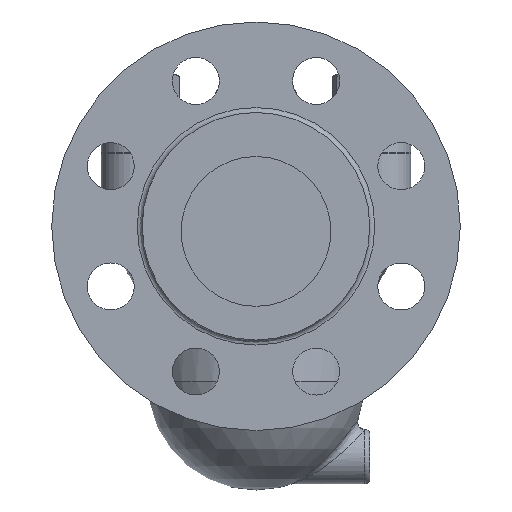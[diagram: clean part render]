
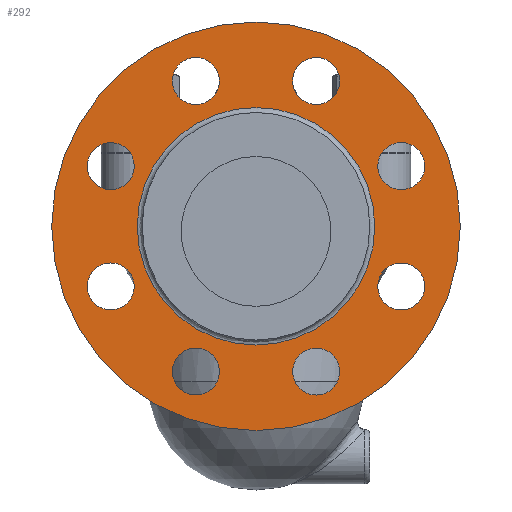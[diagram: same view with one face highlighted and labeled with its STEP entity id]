
A CAD part, left-side view. The second image highlights one B-rep face of the part: STEP entity #292.
In plain terms, the highlighted free-form (B-spline) face has degree [1, 1] with [2, 2] control points.
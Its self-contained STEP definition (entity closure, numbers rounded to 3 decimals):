
#121=CARTESIAN_POINT('',(-133.6,0.0,46.95));
#122=VERTEX_POINT('',#121);
#123=CARTESIAN_POINT('',(-133.6,0.0,-1.));
#124=DIRECTION('',(-1.0,0.0,0.0));
#125=DIRECTION('',(0.0,0.0,-1.0));
#126=AXIS2_PLACEMENT_3D('',#123,#124,#125);
#127=CIRCLE('',#126,47.95);
#128=EDGE_CURVE('',#122,#122,#127,.T.);
#185=CARTESIAN_POINT('',(-133.6,82.5,81.5));
#186=CARTESIAN_POINT('',(-133.6,82.5,-83.5));
#187=CARTESIAN_POINT('',(-133.6,-82.5,81.5));
#188=CARTESIAN_POINT('',(-133.6,-82.5,-83.5));
#189=B_SPLINE_SURFACE_WITH_KNOTS('',1,1,((#185,#187),(#186,#188)),.UNSPECIFIED.,.F.,.F.,.U.,(2,2),(2,2),(0.0,165.),(0.0,165.),.UNSPECIFIED.);
#190=CARTESIAN_POINT('',(-133.6,0.0,81.5));
#191=VERTEX_POINT('',#190);
#192=CARTESIAN_POINT('',(-133.6,0.0,-1.));
#193=DIRECTION('',(-1.0,0.0,0.0));
#194=DIRECTION('',(0.0,0.0,1.0));
#195=AXIS2_PLACEMENT_3D('',#192,#193,#194);
#196=CIRCLE('',#195,82.5);
#197=EDGE_CURVE('',#191,#191,#196,.T.);
#198=ORIENTED_EDGE('',*,*,#197,.T.);
#199=EDGE_LOOP('',(#198));
#200=FACE_OUTER_BOUND('',#199,.T.);
#201=CARTESIAN_POINT('',(-133.6,24.3,48.166));
#202=VERTEX_POINT('',#201);
#203=CARTESIAN_POINT('',(-133.6,24.3,57.666));
#204=DIRECTION('',(1.0,0.0,0.0));
#205=DIRECTION('',(0.0,0.0,-1.0));
#206=AXIS2_PLACEMENT_3D('',#203,#204,#205);
#207=CIRCLE('',#206,9.5);
#208=EDGE_CURVE('',#202,#202,#207,.T.);
#209=ORIENTED_EDGE('',*,*,#208,.T.);
#210=EDGE_LOOP('',(#209));
#211=FACE_BOUND('',#210,.T.);
#212=CARTESIAN_POINT('',(-133.6,51.949,16.583));
#213=VERTEX_POINT('',#212);
#214=CARTESIAN_POINT('',(-133.6,58.666,23.3));
#215=DIRECTION('',(1.,0.,0.));
#216=DIRECTION('',(0.,-0.707,-0.707));
#217=AXIS2_PLACEMENT_3D('',#214,#215,#216);
#218=CIRCLE('',#217,9.5);
#219=EDGE_CURVE('',#213,#213,#218,.T.);
#220=ORIENTED_EDGE('',*,*,#219,.T.);
#221=EDGE_LOOP('',(#220));
#222=FACE_BOUND('',#221,.T.);
#223=CARTESIAN_POINT('',(-133.6,49.166,-25.3));
#224=VERTEX_POINT('',#223);
#225=CARTESIAN_POINT('',(-133.6,58.666,-25.3));
#226=DIRECTION('',(1.0,0.0,0.0));
#227=DIRECTION('',(0.0,-1.0,0.0));
#228=AXIS2_PLACEMENT_3D('',#225,#226,#227);
#229=CIRCLE('',#228,9.5);
#230=EDGE_CURVE('',#224,#224,#229,.T.);
#231=ORIENTED_EDGE('',*,*,#230,.T.);
#232=EDGE_LOOP('',(#231));
#233=FACE_BOUND('',#232,.T.);
#234=CARTESIAN_POINT('',(-133.6,17.583,-52.949));
#235=VERTEX_POINT('',#234);
#236=CARTESIAN_POINT('',(-133.6,24.3,-59.666));
#237=DIRECTION('',(1.,0.,0.));
#238=DIRECTION('',(0.,-0.707,0.707));
#239=AXIS2_PLACEMENT_3D('',#236,#237,#238);
#240=CIRCLE('',#239,9.5);
#241=EDGE_CURVE('',#235,#235,#240,.T.);
#242=ORIENTED_EDGE('',*,*,#241,.T.);
#243=EDGE_LOOP('',(#242));
#244=FACE_BOUND('',#243,.T.);
#245=CARTESIAN_POINT('',(-133.6,-24.3,-50.166));
#246=VERTEX_POINT('',#245);
#247=CARTESIAN_POINT('',(-133.6,-24.3,-59.666));
#248=DIRECTION('',(1.0,0.0,0.0));
#249=DIRECTION('',(0.0,0.0,1.0));
#250=AXIS2_PLACEMENT_3D('',#247,#248,#249);
#251=CIRCLE('',#250,9.5);
#252=EDGE_CURVE('',#246,#246,#251,.T.);
#253=ORIENTED_EDGE('',*,*,#252,.T.);
#254=EDGE_LOOP('',(#253));
#255=FACE_BOUND('',#254,.T.);
#256=CARTESIAN_POINT('',(-133.6,-51.949,-18.583));
#257=VERTEX_POINT('',#256);
#258=CARTESIAN_POINT('',(-133.6,-58.666,-25.3));
#259=DIRECTION('',(1.0,0.,0.));
#260=DIRECTION('',(0.,0.707,0.707));
#261=AXIS2_PLACEMENT_3D('',#258,#259,#260);
#262=CIRCLE('',#261,9.5);
#263=EDGE_CURVE('',#257,#257,#262,.T.);
#264=ORIENTED_EDGE('',*,*,#263,.T.);
#265=EDGE_LOOP('',(#264));
#266=FACE_BOUND('',#265,.T.);
#267=CARTESIAN_POINT('',(-133.6,-49.166,23.3));
#268=VERTEX_POINT('',#267);
#269=CARTESIAN_POINT('',(-133.6,-58.666,23.3));
#270=DIRECTION('',(1.0,0.0,0.0));
#271=DIRECTION('',(0.0,1.0,0.0));
#272=AXIS2_PLACEMENT_3D('',#269,#270,#271);
#273=CIRCLE('',#272,9.5);
#274=EDGE_CURVE('',#268,#268,#273,.T.);
#275=ORIENTED_EDGE('',*,*,#274,.T.);
#276=EDGE_LOOP('',(#275));
#277=FACE_BOUND('',#276,.T.);
#278=CARTESIAN_POINT('',(-133.6,-17.583,50.949));
#279=VERTEX_POINT('',#278);
#280=CARTESIAN_POINT('',(-133.6,-24.3,57.666));
#281=DIRECTION('',(1.0,0.,0.));
#282=DIRECTION('',(0.,0.707,-0.707));
#283=AXIS2_PLACEMENT_3D('',#280,#281,#282);
#284=CIRCLE('',#283,9.5);
#285=EDGE_CURVE('',#279,#279,#284,.T.);
#286=ORIENTED_EDGE('',*,*,#285,.T.);
#287=EDGE_LOOP('',(#286));
#288=FACE_BOUND('',#287,.T.);
#289=ORIENTED_EDGE('',*,*,#128,.F.);
#290=EDGE_LOOP('',(#289));
#291=FACE_BOUND('',#290,.T.);
#292=ADVANCED_FACE('',(#200,#211,#222,#233,#244,#255,#266,#277,#288,#291),#189,.T.);
